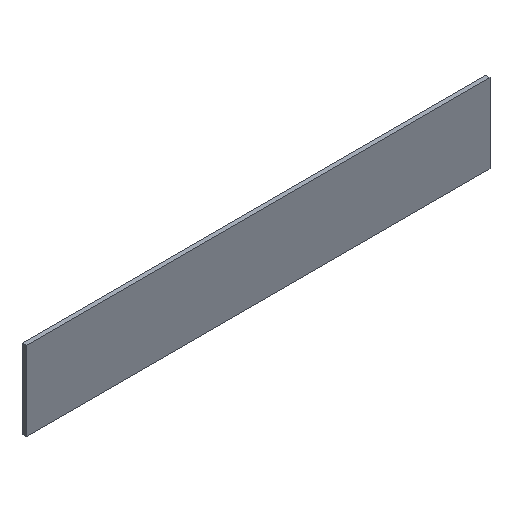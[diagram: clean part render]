
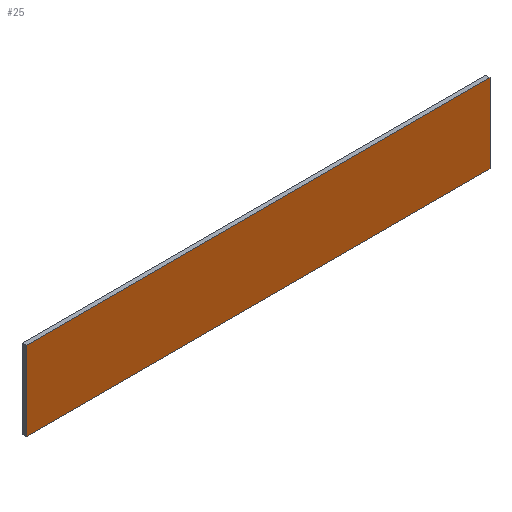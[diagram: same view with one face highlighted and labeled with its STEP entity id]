
A CAD part, isometric view. The second image highlights one B-rep face of the part: STEP entity #25.
In plain terms, the highlighted planar face has unit normal (0, -1, 0).
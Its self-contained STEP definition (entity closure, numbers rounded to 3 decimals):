
#5 = CARTESIAN_POINT ( 'NONE',  ( 167.5, 0., -28.5 ) ) ;
#21 = DIRECTION ( 'NONE',  ( 0., 0., -1. ) ) ;
#22 = ORIENTED_EDGE ( 'NONE', *, *, #209, .F. ) ;
#25 = ADVANCED_FACE ( 'NONE', ( #233 ), #113, .T. ) ;
#34 = VECTOR ( 'NONE', #51, 1000. ) ;
#39 = LINE ( 'NONE', #108, #195 ) ;
#48 = DIRECTION ( 'NONE',  ( 0., 0., -1. ) ) ;
#51 = DIRECTION ( 'NONE',  ( 0., 0., 1. ) ) ;
#53 = DIRECTION ( 'NONE',  ( -1., 0., 0. ) ) ;
#55 = VECTOR ( 'NONE', #74, 1000. ) ;
#59 = VERTEX_POINT ( 'NONE', #99 ) ;
#74 = DIRECTION ( 'NONE',  ( 1., 0., 0. ) ) ;
#77 = VERTEX_POINT ( 'NONE', #5 ) ;
#84 = ORIENTED_EDGE ( 'NONE', *, *, #182, .F. ) ;
#91 = CARTESIAN_POINT ( 'NONE',  ( 167.5, 0., 28.5 ) ) ;
#99 = CARTESIAN_POINT ( 'NONE',  ( -167.5, 0., 28.5 ) ) ;
#108 = CARTESIAN_POINT ( 'NONE',  ( -167.5, 0., -28.5 ) ) ;
#113 = PLANE ( 'NONE',  #158 ) ;
#115 = VERTEX_POINT ( 'NONE', #91 ) ;
#127 = CARTESIAN_POINT ( 'NONE',  ( 167.5, 0., 28.5 ) ) ;
#140 = LINE ( 'NONE', #127, #197 ) ;
#148 = CARTESIAN_POINT ( 'NONE',  ( 0., 0., 0. ) ) ;
#158 = AXIS2_PLACEMENT_3D ( 'NONE', #148, #169, #21 ) ;
#160 = CARTESIAN_POINT ( 'NONE',  ( -167.5, 0., 28.5 ) ) ;
#169 = DIRECTION ( 'NONE',  ( 0., -1., 0. ) ) ;
#176 = EDGE_CURVE ( 'NONE', #77, #237, #39, .T. ) ;
#179 = ORIENTED_EDGE ( 'NONE', *, *, #176, .F. ) ;
#182 = EDGE_CURVE ( 'NONE', #59, #115, #236, .T. ) ;
#193 = CARTESIAN_POINT ( 'NONE',  ( -167.5, 0., 28.5 ) ) ;
#195 = VECTOR ( 'NONE', #53, 1000. ) ;
#197 = VECTOR ( 'NONE', #48, 1000. ) ;
#206 = EDGE_CURVE ( 'NONE', #237, #59, #222, .T. ) ;
#209 = EDGE_CURVE ( 'NONE', #115, #77, #140, .T. ) ;
#219 = EDGE_LOOP ( 'NONE', ( #22, #84, #220, #179 ) ) ;
#220 = ORIENTED_EDGE ( 'NONE', *, *, #206, .F. ) ;
#222 = LINE ( 'NONE', #160, #34 ) ;
#227 = CARTESIAN_POINT ( 'NONE',  ( -167.5, 0., -28.5 ) ) ;
#233 = FACE_OUTER_BOUND ( 'NONE', #219, .T. ) ;
#236 = LINE ( 'NONE', #193, #55 ) ;
#237 = VERTEX_POINT ( 'NONE', #227 ) ;
